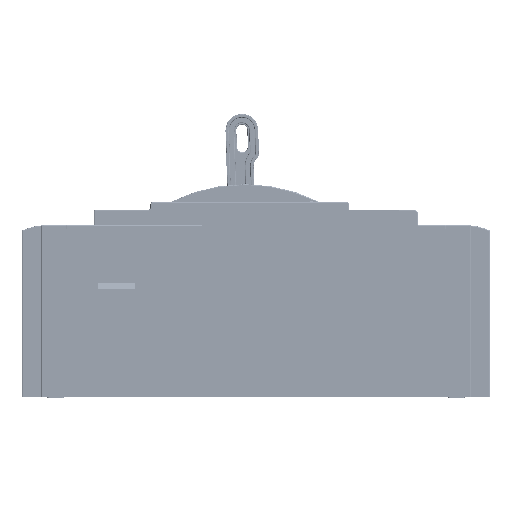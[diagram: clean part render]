
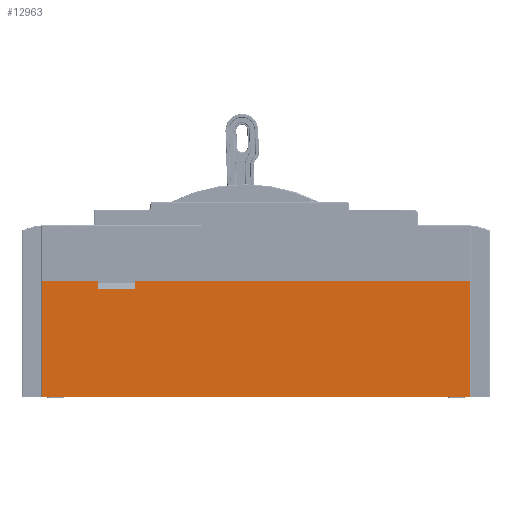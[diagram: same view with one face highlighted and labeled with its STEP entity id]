
A CAD part, left-side view. The second image highlights one B-rep face of the part: STEP entity #12963.
In plain terms, the highlighted planar face has unit normal (-1, 0, 0).
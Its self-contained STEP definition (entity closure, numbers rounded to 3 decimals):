
#12963=ADVANCED_FACE('',(#29503),#21572,.F.);
#21572=PLANE('',#197738);
#29503=FACE_OUTER_BOUND('',#40150,.T.);
#40150=EDGE_LOOP('',(#113659,#113660,#113661,#113662,#113663,#113664,#113665,
#113666));
#56083=LINE('',#300881,#75638);
#56087=LINE('',#300889,#75642);
#57239=LINE('',#304024,#76794);
#57240=LINE('',#304027,#76795);
#57241=LINE('',#304028,#76796);
#57242=LINE('',#304030,#76797);
#57243=LINE('',#304032,#76798);
#57244=LINE('',#304033,#76799);
#75638=VECTOR('',#230258,1.);
#75642=VECTOR('',#230262,1.);
#76794=VECTOR('',#232482,1.);
#76795=VECTOR('',#232483,1.);
#76796=VECTOR('',#232484,1.);
#76797=VECTOR('',#232485,1.);
#76798=VECTOR('',#232486,1.);
#76799=VECTOR('',#232487,1.);
#113659=ORIENTED_EDGE('',*,*,#172403,.T.);
#113660=ORIENTED_EDGE('',*,*,#172404,.F.);
#113661=ORIENTED_EDGE('',*,*,#170925,.T.);
#113662=ORIENTED_EDGE('',*,*,#172405,.T.);
#113663=ORIENTED_EDGE('',*,*,#172406,.T.);
#113664=ORIENTED_EDGE('',*,*,#172407,.T.);
#113665=ORIENTED_EDGE('',*,*,#170929,.T.);
#113666=ORIENTED_EDGE('',*,*,#172408,.T.);
#148818=VERTEX_POINT('',#300880);
#148819=VERTEX_POINT('',#300882);
#148822=VERTEX_POINT('',#300888);
#148823=VERTEX_POINT('',#300890);
#150014=VERTEX_POINT('',#304025);
#150015=VERTEX_POINT('',#304026);
#150016=VERTEX_POINT('',#304029);
#150017=VERTEX_POINT('',#304031);
#170925=EDGE_CURVE('',#148819,#148818,#56083,.T.);
#170929=EDGE_CURVE('',#148823,#148822,#56087,.T.);
#172403=EDGE_CURVE('',#150014,#150015,#57239,.T.);
#172404=EDGE_CURVE('',#148819,#150015,#57240,.T.);
#172405=EDGE_CURVE('',#148818,#150016,#57241,.T.);
#172406=EDGE_CURVE('',#150016,#150017,#57242,.T.);
#172407=EDGE_CURVE('',#150017,#148823,#57243,.T.);
#172408=EDGE_CURVE('',#148822,#150014,#57244,.T.);
#197738=AXIS2_PLACEMENT_3D('',#304034,#232488,#232489);
#230258=DIRECTION('',(0.,1.,0.));
#230262=DIRECTION('',(0.,1.,0.));
#232482=DIRECTION('',(0.,1.,0.));
#232483=DIRECTION('',(0.,0.,-1.));
#232484=DIRECTION('',(0.,0.,-1.));
#232485=DIRECTION('',(0.,-1.,0.));
#232486=DIRECTION('',(0.,0.,1.));
#232487=DIRECTION('',(0.,0.,-1.));
#232488=DIRECTION('',(1.,0.,0.));
#232489=DIRECTION('',(0.,-1.,0.));
#300880=CARTESIAN_POINT('',(0.,246.,0.));
#300881=CARTESIAN_POINT('',(0.,10.5,0.));
#300882=CARTESIAN_POINT('',(0.,215.,0.));
#300888=CARTESIAN_POINT('',(0.,195.,0.));
#300889=CARTESIAN_POINT('',(0.,10.5,0.));
#300890=CARTESIAN_POINT('',(0.,11.,0.));
#304024=CARTESIAN_POINT('',(0.,10.5,-4.5));
#304025=CARTESIAN_POINT('',(0.,195.,-4.5));
#304026=CARTESIAN_POINT('',(0.,215.,-4.5));
#304027=CARTESIAN_POINT('',(0.,215.,-1.5));
#304028=CARTESIAN_POINT('',(0.,246.,-64.));
#304029=CARTESIAN_POINT('',(0.,246.,-63.7));
#304030=CARTESIAN_POINT('',(0.,10.5,-63.7));
#304031=CARTESIAN_POINT('',(0.,11.,-63.7));
#304032=CARTESIAN_POINT('',(0.,11.,-64.));
#304033=CARTESIAN_POINT('',(0.,195.,-1.5));
#304034=CARTESIAN_POINT('',(0.,10.5,-64.));
